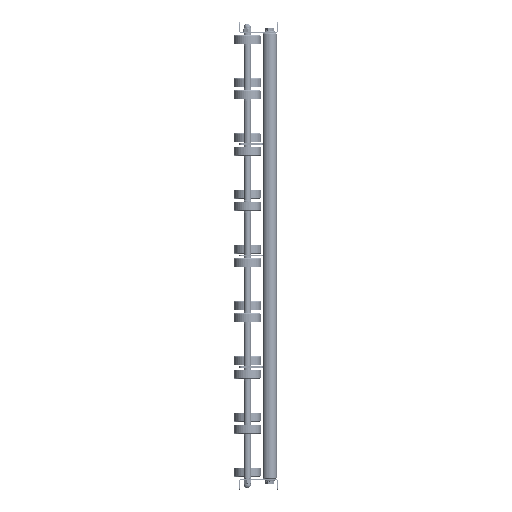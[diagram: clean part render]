
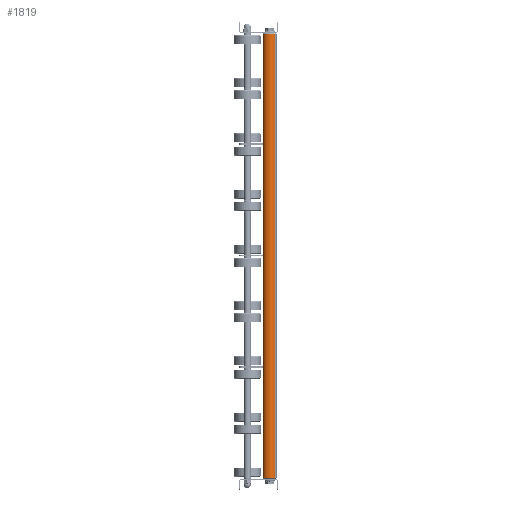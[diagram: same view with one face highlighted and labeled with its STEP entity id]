
A CAD part, left-side view. The second image highlights one B-rep face of the part: STEP entity #1819.
In plain terms, the highlighted cylindrical face has radius 12.5 mm (diameter 25 mm), a partial arc.
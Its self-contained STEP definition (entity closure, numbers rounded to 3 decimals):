
#213 = CARTESIAN_POINT ( 'NONE',  ( 1., 0., 12.5 ) ) ;
#881 = ORIENTED_EDGE ( 'NONE', *, *, #5571, .T. ) ;
#1819 = ADVANCED_FACE ( 'NONE', ( #18616 ), #17111, .T. ) ;
#2310 = DIRECTION ( 'NONE',  ( -1., 0., 0. ) ) ;
#2346 = AXIS2_PLACEMENT_3D ( 'NONE', #10440, #2310, #5513 ) ;
#2583 = AXIS2_PLACEMENT_3D ( 'NONE', #7943, #2986, #12857 ) ;
#2986 = DIRECTION ( 'NONE',  ( 1., 0., 0. ) ) ;
#3006 = ORIENTED_EDGE ( 'NONE', *, *, #8854, .T. ) ;
#3082 = DIRECTION ( 'NONE',  ( -1., 0., 0. ) ) ;
#3739 = EDGE_CURVE ( 'NONE', #13174, #14760, #6254, .T. ) ;
#3763 = VERTEX_POINT ( 'NONE', #8647 ) ;
#5149 = AXIS2_PLACEMENT_3D ( 'NONE', #6505, #3082, #19389 ) ;
#5210 = VERTEX_POINT ( 'NONE', #213 ) ;
#5513 = DIRECTION ( 'NONE',  ( 0., 0., 1. ) ) ;
#5571 = EDGE_CURVE ( 'NONE', #5210, #14760, #20773, .T. ) ;
#6191 = CARTESIAN_POINT ( 'NONE',  ( 1., 0., -12.5 ) ) ;
#6254 = LINE ( 'NONE', #9966, #18917 ) ;
#6505 = CARTESIAN_POINT ( 'NONE',  ( 799., 0., 0. ) ) ;
#7943 = CARTESIAN_POINT ( 'NONE',  ( 1., 0., 0. ) ) ;
#8647 = CARTESIAN_POINT ( 'NONE',  ( 799., 0., 12.5 ) ) ;
#8854 = EDGE_CURVE ( 'NONE', #13174, #3763, #20854, .T. ) ;
#9966 = CARTESIAN_POINT ( 'NONE',  ( 800., 0., -12.5 ) ) ;
#10440 = CARTESIAN_POINT ( 'NONE',  ( 800., 0., 0. ) ) ;
#11617 = ORIENTED_EDGE ( 'NONE', *, *, #3739, .F. ) ;
#12857 = DIRECTION ( 'NONE',  ( 0., 0., -1. ) ) ;
#13174 = VERTEX_POINT ( 'NONE', #16860 ) ;
#14760 = VERTEX_POINT ( 'NONE', #6191 ) ;
#14978 = DIRECTION ( 'NONE',  ( -1., 0., 0. ) ) ;
#15973 = LINE ( 'NONE', #17523, #17388 ) ;
#16860 = CARTESIAN_POINT ( 'NONE',  ( 799., 0., -12.5 ) ) ;
#17111 = CYLINDRICAL_SURFACE ( 'NONE', #2346, 12.5 ) ;
#17379 = ORIENTED_EDGE ( 'NONE', *, *, #17620, .T. ) ;
#17388 = VECTOR ( 'NONE', #20893, 1000. ) ;
#17523 = CARTESIAN_POINT ( 'NONE',  ( 800., 0., 12.5 ) ) ;
#17620 = EDGE_CURVE ( 'NONE', #3763, #5210, #15973, .T. ) ;
#18616 = FACE_OUTER_BOUND ( 'NONE', #19207, .T. ) ;
#18917 = VECTOR ( 'NONE', #14978, 1000. ) ;
#19207 = EDGE_LOOP ( 'NONE', ( #11617, #3006, #17379, #881 ) ) ;
#19389 = DIRECTION ( 'NONE',  ( 0., 0., -1. ) ) ;
#20773 = CIRCLE ( 'NONE', #2583, 12.5 ) ;
#20854 = CIRCLE ( 'NONE', #5149, 12.5 ) ;
#20893 = DIRECTION ( 'NONE',  ( -1., 0., 0. ) ) ;
